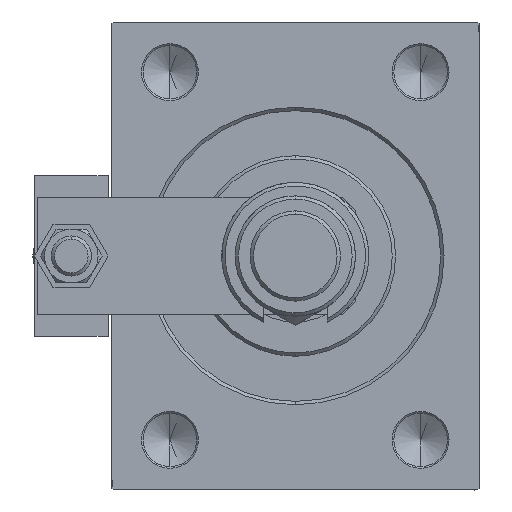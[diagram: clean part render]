
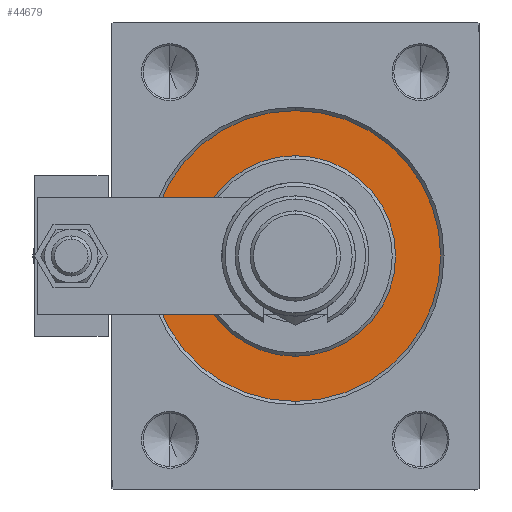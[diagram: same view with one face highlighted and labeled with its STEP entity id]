
A CAD part, left-side view. The second image highlights one B-rep face of the part: STEP entity #44679.
In plain terms, the highlighted face is planar.
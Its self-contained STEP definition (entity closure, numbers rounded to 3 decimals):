
#1159 = ORIENTED_EDGE ( 'NONE', *, *, #20892, .F. ) ;
#1551 = CIRCLE ( 'NONE', #29200, 30. ) ;
#3274 = EDGE_CURVE ( 'NONE', #39551, #4260, #1551, .T. ) ;
#4260 = VERTEX_POINT ( 'NONE', #26665 ) ;
#4903 = CARTESIAN_POINT ( 'NONE',  ( 0., 0., -30. ) ) ;
#5301 = DIRECTION ( 'NONE',  ( -1., 0., 0. ) ) ;
#7801 = ORIENTED_EDGE ( 'NONE', *, *, #33785, .F. ) ;
#8513 = DIRECTION ( 'NONE',  ( 0., 0., 1. ) ) ;
#9410 = DIRECTION ( 'NONE',  ( 0., 0., 1. ) ) ;
#13746 = DIRECTION ( 'NONE',  ( 0., 0., -1. ) ) ;
#16132 = AXIS2_PLACEMENT_3D ( 'NONE', #35589, #31769, #26636 ) ;
#16378 = FACE_BOUND ( 'NONE', #17725, .T. ) ;
#16892 = FACE_OUTER_BOUND ( 'NONE', #18733, .T. ) ;
#16938 = CARTESIAN_POINT ( 'NONE',  ( 0., 0., 0. ) ) ;
#17047 = CARTESIAN_POINT ( 'NONE',  ( 0., 0., 43.5 ) ) ;
#17273 = CARTESIAN_POINT ( 'NONE',  ( 0., 0., 0. ) ) ;
#17725 = EDGE_LOOP ( 'NONE', ( #33665, #34791 ) ) ;
#18733 = EDGE_LOOP ( 'NONE', ( #7801, #1159 ) ) ;
#20892 = EDGE_CURVE ( 'NONE', #40811, #45312, #32485, .T. ) ;
#21491 = AXIS2_PLACEMENT_3D ( 'NONE', #16938, #5301, #41851 ) ;
#24095 = CARTESIAN_POINT ( 'NONE',  ( 0., 0., -43.5 ) ) ;
#24836 = CARTESIAN_POINT ( 'NONE',  ( 0., 0., 0. ) ) ;
#26503 = EDGE_CURVE ( 'NONE', #4260, #39551, #32562, .T. ) ;
#26636 = DIRECTION ( 'NONE',  ( 0., 0., -1. ) ) ;
#26665 = CARTESIAN_POINT ( 'NONE',  ( 0., 0., 30. ) ) ;
#29200 = AXIS2_PLACEMENT_3D ( 'NONE', #17273, #42176, #13746 ) ;
#31769 = DIRECTION ( 'NONE',  ( 1., 0., 0. ) ) ;
#32485 = CIRCLE ( 'NONE', #39302, 43.5 ) ;
#32562 = CIRCLE ( 'NONE', #16132, 30. ) ;
#32898 = CARTESIAN_POINT ( 'NONE',  ( 0., 0., 0. ) ) ;
#33665 = ORIENTED_EDGE ( 'NONE', *, *, #26503, .F. ) ;
#33785 = EDGE_CURVE ( 'NONE', #45312, #40811, #45683, .T. ) ;
#34791 = ORIENTED_EDGE ( 'NONE', *, *, #3274, .F. ) ;
#35589 = CARTESIAN_POINT ( 'NONE',  ( 0., 0., 0. ) ) ;
#37637 = AXIS2_PLACEMENT_3D ( 'NONE', #32898, #49403, #8513 ) ;
#39302 = AXIS2_PLACEMENT_3D ( 'NONE', #24836, #42168, #9410 ) ;
#39551 = VERTEX_POINT ( 'NONE', #4903 ) ;
#40811 = VERTEX_POINT ( 'NONE', #17047 ) ;
#41851 = DIRECTION ( 'NONE',  ( 0., 0., 1. ) ) ;
#42168 = DIRECTION ( 'NONE',  ( -1., 0., 0. ) ) ;
#42176 = DIRECTION ( 'NONE',  ( 1., 0., 0. ) ) ;
#44679 = ADVANCED_FACE ( 'NONE', ( #16378, #16892 ), #49654, .F. ) ;
#45312 = VERTEX_POINT ( 'NONE', #24095 ) ;
#45683 = CIRCLE ( 'NONE', #21491, 43.5 ) ;
#49403 = DIRECTION ( 'NONE',  ( -1., 0., 0. ) ) ;
#49654 = PLANE ( 'NONE',  #37637 ) ;
